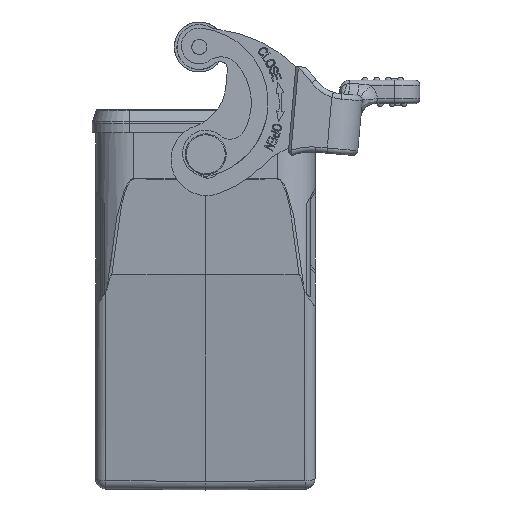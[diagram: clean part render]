
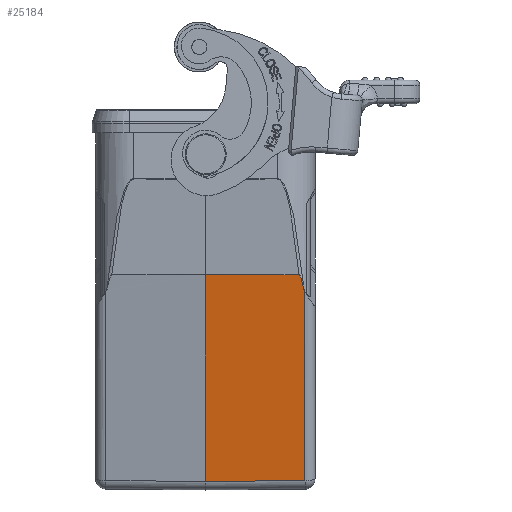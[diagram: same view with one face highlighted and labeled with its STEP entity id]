
A CAD part, left-side view. The second image highlights one B-rep face of the part: STEP entity #25184.
In plain terms, the highlighted planar face has unit normal (-0.987, -0.009, -0.16).
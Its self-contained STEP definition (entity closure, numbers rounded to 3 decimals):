
#3803=CARTESIAN_POINT('',(-27.646,-19.517,
-33.103));
#3804=CARTESIAN_POINT('',(-27.655,-19.488,
-33.053));
#3805=CARTESIAN_POINT('',(-27.671,-19.43,
-32.952));
#3806=CARTESIAN_POINT('',(-27.697,-19.347,
-32.806));
#3807=CARTESIAN_POINT('',(-27.71,-19.289,
-32.707));
#3808=CARTESIAN_POINT('',(-27.718,-19.261,
-32.658));
#3837=DIRECTION('',(-0.16,0.,0.987));
#3838=VECTOR('',#3837,37.533);
#3839=CARTESIAN_POINT('',(-21.628,-19.517,
-70.15));
#3840=LINE('',#3839,#3838);
#4461=DIRECTION('',(-0.16,0.,0.987));
#4462=VECTOR('',#4461,41.05);
#4463=CARTESIAN_POINT('',(-21.773,0.,
-70.321));
#4464=LINE('',#4463,#4462);
#4465=DIRECTION('',(-0.007,1.,-0.009));
#4466=VECTOR('',#4465,19.519);
#4467=CARTESIAN_POINT('',(-21.628,-19.517,
-70.15));
#4468=LINE('',#4467,#4466);
#4500=DIRECTION('',(-0.009,1.,-0.001));
#4501=VECTOR('',#4500,18.363);
#4502=CARTESIAN_POINT('',(-28.196,-18.362,
-29.778));
#4503=LINE('',#4502,#4501);
#4615=CARTESIAN_POINT('',(-27.718,-19.261,
-32.658));
#4616=CARTESIAN_POINT('',(-27.719,-19.257,
-32.656));
#4617=CARTESIAN_POINT('',(-27.723,-19.251,
-32.649));
#4618=CARTESIAN_POINT('',(-27.724,-19.25,
-32.634));
#4619=CARTESIAN_POINT('',(-27.727,-19.247,
-32.618));
#4620=CARTESIAN_POINT('',(-27.73,-19.244,
-32.601));
#4621=CARTESIAN_POINT('',(-27.733,-19.24,
-32.582));
#4622=CARTESIAN_POINT('',(-27.736,-19.237,
-32.562));
#4623=CARTESIAN_POINT('',(-27.74,-19.233,
-32.541));
#4624=CARTESIAN_POINT('',(-27.744,-19.228,
-32.518));
#4625=CARTESIAN_POINT('',(-27.748,-19.224,
-32.493));
#4626=CARTESIAN_POINT('',(-27.752,-19.219,
-32.466));
#4627=CARTESIAN_POINT('',(-27.757,-19.213,
-32.437));
#4628=CARTESIAN_POINT('',(-27.762,-19.207,
-32.405));
#4629=CARTESIAN_POINT('',(-27.768,-19.201,
-32.372));
#4630=CARTESIAN_POINT('',(-27.774,-19.194,
-32.335));
#4631=CARTESIAN_POINT('',(-27.78,-19.187,
-32.296));
#4632=CARTESIAN_POINT('',(-27.787,-19.178,
-32.253));
#4633=CARTESIAN_POINT('',(-27.795,-19.169,
-32.208));
#4634=CARTESIAN_POINT('',(-27.803,-19.16,
-32.158));
#4635=CARTESIAN_POINT('',(-27.811,-19.149,
-32.105));
#4636=CARTESIAN_POINT('',(-27.821,-19.138,
-32.047));
#4637=CARTESIAN_POINT('',(-27.831,-19.125,
-31.985));
#4638=CARTESIAN_POINT('',(-27.842,-19.111,
-31.918));
#4639=CARTESIAN_POINT('',(-27.854,-19.096,
-31.846));
#4640=CARTESIAN_POINT('',(-27.867,-19.08,
-31.768));
#4641=CARTESIAN_POINT('',(-27.881,-19.062,
-31.683));
#4642=CARTESIAN_POINT('',(-27.896,-19.042,
-31.592));
#4643=CARTESIAN_POINT('',(-27.912,-19.02,
-31.493));
#4644=CARTESIAN_POINT('',(-27.93,-18.996,
-31.387));
#4645=CARTESIAN_POINT('',(-27.949,-18.969,
-31.271));
#4646=CARTESIAN_POINT('',(-27.969,-18.939,
-31.146));
#4647=CARTESIAN_POINT('',(-27.991,-18.905,
-31.011));
#4648=CARTESIAN_POINT('',(-28.016,-18.867,
-30.863));
#4649=CARTESIAN_POINT('',(-28.04,-18.826,
-30.716));
#4650=CARTESIAN_POINT('',(-28.061,-18.789,
-30.588));
#4651=CARTESIAN_POINT('',(-28.08,-18.754,
-30.476));
#4652=CARTESIAN_POINT('',(-28.096,-18.721,
-30.376));
#4653=CARTESIAN_POINT('',(-28.111,-18.691,
-30.288));
#4654=CARTESIAN_POINT('',(-28.124,-18.661,
-30.209));
#4655=CARTESIAN_POINT('',(-28.136,-18.633,
-30.138));
#4656=CARTESIAN_POINT('',(-28.146,-18.605,
-30.074));
#4657=CARTESIAN_POINT('',(-28.156,-18.579,
-30.017));
#4658=CARTESIAN_POINT('',(-28.164,-18.552,
-29.966));
#4659=CARTESIAN_POINT('',(-28.172,-18.526,
-29.92));
#4660=CARTESIAN_POINT('',(-28.179,-18.5,
-29.88));
#4661=CARTESIAN_POINT('',(-28.184,-18.474,
-29.845));
#4662=CARTESIAN_POINT('',(-28.189,-18.447,
-29.817));
#4663=CARTESIAN_POINT('',(-28.193,-18.419,
-29.795));
#4664=CARTESIAN_POINT('',(-28.195,-18.39,
-29.783));
#4665=CARTESIAN_POINT('',(-28.196,-18.372,
-29.778));
#4666=CARTESIAN_POINT('',(-28.196,-18.362,
-29.778));
#17481=CARTESIAN_POINT('',(-28.196,-18.362,
-29.778));
#17482=CARTESIAN_POINT('',(-28.355,0.,
-29.802));
#17483=VERTEX_POINT('',#17481);
#17484=VERTEX_POINT('',#17482);
#17485=VERTEX_POINT('',#4615);
#17486=VERTEX_POINT('',#3803);
#17487=CARTESIAN_POINT('',(-21.628,-19.517,
-70.15));
#17488=VERTEX_POINT('',#17487);
#17489=CARTESIAN_POINT('',(-21.773,0.,
-70.321));
#17490=VERTEX_POINT('',#17489);
#25169=CARTESIAN_POINT('',(-21.5,0.,-72.));
#25170=DIRECTION('',(-0.987,-0.009,-0.16));
#25171=DIRECTION('',(-0.16,0.,0.987));
#25172=AXIS2_PLACEMENT_3D('',#25169,#25170,#25171);
#25173=PLANE('',#25172);
#25174=ORIENTED_EDGE('',*,*,#25157,.T.);
#25176=ORIENTED_EDGE('',*,*,#25175,.F.);
#25178=ORIENTED_EDGE('',*,*,#25177,.F.);
#25179=ORIENTED_EDGE('',*,*,#24310,.F.);
#25180=ORIENTED_EDGE('',*,*,#24362,.F.);
#25181=ORIENTED_EDGE('',*,*,#25072,.T.);
#25182=EDGE_LOOP('',(#25174,#25176,#25178,#25179,#25180,#25181));
#25183=FACE_OUTER_BOUND('',#25182,.F.);
#25184=ADVANCED_FACE('',(#25183),#25173,.T.);
#3809=B_SPLINE_CURVE_WITH_KNOTS('',3,(#3803,#3804,#3805,#3806,#3807,#3808),
.UNSPECIFIED.,.F.,.F.,(4,1,1,4),(0.,0.333,0.667,1.),
.UNSPECIFIED.);
#4667=B_SPLINE_CURVE_WITH_KNOTS('',3,(#4615,#4616,#4617,#4618,#4619,#4620,#4621,
#4622,#4623,#4624,#4625,#4626,#4627,#4628,#4629,#4630,#4631,#4632,#4633,#4634,
#4635,#4636,#4637,#4638,#4639,#4640,#4641,#4642,#4643,#4644,#4645,#4646,#4647,
#4648,#4649,#4650,#4651,#4652,#4653,#4654,#4655,#4656,#4657,#4658,#4659,#4660,
#4661,#4662,#4663,#4664,#4665,#4666),.UNSPECIFIED.,.F.,.F.,(4,1,1,1,1,1,1,1,1,1,
1,1,1,1,1,1,1,1,1,1,1,1,1,1,1,1,1,1,1,1,1,1,1,1,1,1,1,1,1,1,1,1,1,1,1,1,1,1,1,
4),(0.,0.02,0.041,0.061,
0.082,0.102,0.122,0.143,
0.163,0.184,0.204,0.224,
0.245,0.265,0.286,0.306,
0.327,0.347,0.367,0.388,
0.408,0.429,0.449,0.469,
0.49,0.51,0.531,0.551,
0.571,0.592,0.612,0.633,
0.653,0.673,0.694,0.714,
0.735,0.755,0.776,0.796,
0.816,0.837,0.857,0.878,
0.898,0.918,0.939,0.959,
0.98,1.),.UNSPECIFIED.);
#24310=EDGE_CURVE('',#17486,#17485,#3809,.T.);
#24362=EDGE_CURVE('',#17488,#17486,#3840,.T.);
#25072=EDGE_CURVE('',#17488,#17490,#4468,.T.);
#25157=EDGE_CURVE('',#17490,#17484,#4464,.T.);
#25175=EDGE_CURVE('',#17483,#17484,#4503,.T.);
#25177=EDGE_CURVE('',#17485,#17483,#4667,.T.);
